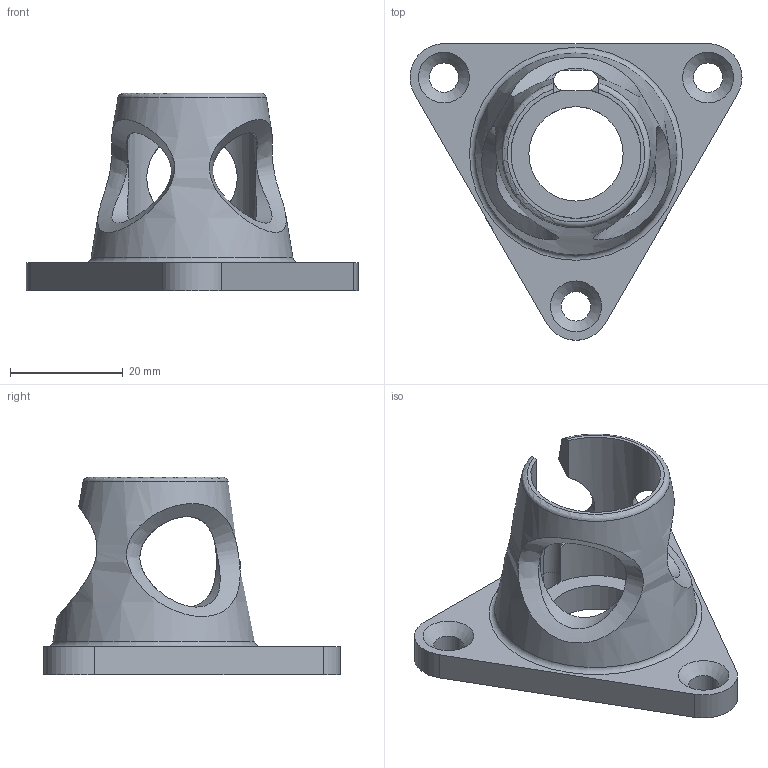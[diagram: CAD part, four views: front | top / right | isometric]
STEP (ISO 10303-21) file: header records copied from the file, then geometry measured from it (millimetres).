
FILE_DESCRIPTION(/* description */ ('Alibre Inc.'),/* implementation_level */ '2;1');
FILE_NAME(/* name */ 'export0',/* time_stamp */ '2015-07-05T23:15:34+12:00',/* author */ (''),/* organization */ (''),/* preprocessor_version */ 'ST-DEVELOPER v14',/* originating_system */ 'Alibre',/* authorisation */ '');
FILE_SCHEMA (('CONFIG_CONTROL_DESIGN'));
Length unit declared in the file: centimetre
Products named in the file (1): ID_1
Bounding box: 58.77 x 52.5 x 35 mm (x, y, z)
Volume: 14627 mm3; surface area: 8186.6 mm2
Topology: 1 solids, 1 shells, 39 faces, 119 edges, 81 vertices
Faces by surface type: cylinder 17, plane 12, bspline 4, cone 4, torus 2
Full cylindrical faces by diameter (mm): 5.2 x3, 16 x2, 16.7 x1
Entity records: 3160 total; most frequent: CARTESIAN_POINT 2152, ORIENTED_EDGE 198, DIRECTION 149, EDGE_CURVE 99, VERTEX_POINT 73, AXIS2_PLACEMENT_3D 65, EDGE_LOOP 64, FACE_BOUND 64
